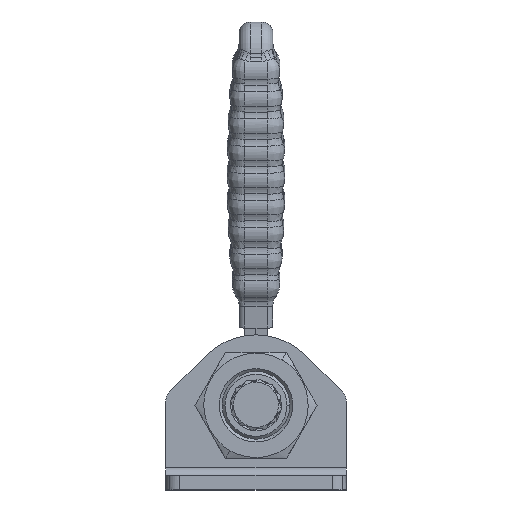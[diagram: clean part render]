
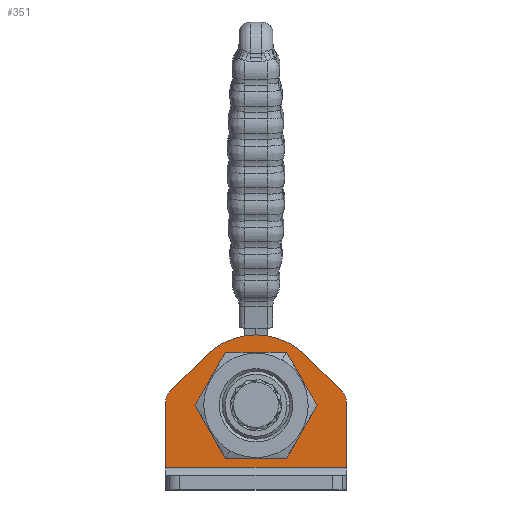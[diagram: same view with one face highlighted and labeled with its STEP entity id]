
A CAD part, top view. The second image highlights one B-rep face of the part: STEP entity #351.
In plain terms, the highlighted planar face has unit normal (0, 0, 1).
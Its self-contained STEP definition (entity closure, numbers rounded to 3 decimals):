
#62=AXIS2_PLACEMENT_3D('Circle Axis2P3D',#60,#61,$) ;
#79=AXIS2_PLACEMENT_3D('Circle Axis2P3D',#77,#78,$) ;
#244=AXIS2_PLACEMENT_3D('Plane Axis2P3D',#241,#242,#243) ;
#327=AXIS2_PLACEMENT_3D('Circle Axis2P3D',#325,#326,$) ;
#336=AXIS2_PLACEMENT_3D('Circle Axis2P3D',#334,#335,$) ;
#343=AXIS2_PLACEMENT_3D('Circle Axis2P3D',#341,#342,$) ;
#43=CARTESIAN_POINT('Vertex',(0.,25.,5.)) ;
#57=CARTESIAN_POINT('Vertex',(-17.678,17.678,5.)) ;
#60=CARTESIAN_POINT('Axis2P3D Location',(0.,0.,5.)) ;
#77=CARTESIAN_POINT('Axis2P3D Location',(0.,0.,5.)) ;
#81=CARTESIAN_POINT('Vertex',(17.678,17.678,5.)) ;
#226=CARTESIAN_POINT('Vertex',(-30.536,4.82,5.)) ;
#229=CARTESIAN_POINT('Line Origine',(-24.107,11.249,5.)) ;
#241=CARTESIAN_POINT('Axis2P3D Location',(-14.008,-3.023,5.)) ;
#247=CARTESIAN_POINT('Control Point',(30.536,4.82,5.)) ;
#248=CARTESIAN_POINT('Control Point',(30.813,4.542,5.)) ;
#249=CARTESIAN_POINT('Control Point',(31.064,4.237,5.)) ;
#250=CARTESIAN_POINT('Control Point',(31.283,3.909,5.)) ;
#251=CARTESIAN_POINT('Control Point',(31.469,3.56,5.)) ;
#252=CARTESIAN_POINT('Control Point',(31.619,3.198,5.)) ;
#253=CARTESIAN_POINT('Vertex',(30.536,4.82,5.)) ;
#255=CARTESIAN_POINT('Vertex',(31.619,3.198,5.)) ;
#258=CARTESIAN_POINT('Line Origine',(24.107,11.249,5.)) ;
#264=CARTESIAN_POINT('Control Point',(-31.619,3.198,5.)) ;
#265=CARTESIAN_POINT('Control Point',(-31.469,3.56,5.)) ;
#266=CARTESIAN_POINT('Control Point',(-31.283,3.909,5.)) ;
#267=CARTESIAN_POINT('Control Point',(-31.064,4.237,5.)) ;
#268=CARTESIAN_POINT('Control Point',(-30.813,4.542,5.)) ;
#269=CARTESIAN_POINT('Control Point',(-30.536,4.82,5.)) ;
#270=CARTESIAN_POINT('Vertex',(-31.619,3.198,5.)) ;
#274=CARTESIAN_POINT('Control Point',(-32.,1.284,5.)) ;
#275=CARTESIAN_POINT('Control Point',(-32.,1.677,5.)) ;
#276=CARTESIAN_POINT('Control Point',(-31.961,2.07,5.)) ;
#277=CARTESIAN_POINT('Control Point',(-31.884,2.457,5.)) ;
#278=CARTESIAN_POINT('Control Point',(-31.77,2.835,5.)) ;
#279=CARTESIAN_POINT('Control Point',(-31.619,3.198,5.)) ;
#280=CARTESIAN_POINT('Vertex',(-32.,1.284,5.)) ;
#283=CARTESIAN_POINT('Line Origine',(-32.,-10.358,5.)) ;
#287=CARTESIAN_POINT('Vertex',(-32.,-22.,5.)) ;
#290=CARTESIAN_POINT('Line Origine',(0.,-22.,5.)) ;
#294=CARTESIAN_POINT('Vertex',(32.,-22.,5.)) ;
#297=CARTESIAN_POINT('Line Origine',(32.,-10.358,5.)) ;
#301=CARTESIAN_POINT('Vertex',(32.,1.284,5.)) ;
#305=CARTESIAN_POINT('Control Point',(31.619,3.198,5.)) ;
#306=CARTESIAN_POINT('Control Point',(31.77,2.835,5.)) ;
#307=CARTESIAN_POINT('Control Point',(31.884,2.457,5.)) ;
#308=CARTESIAN_POINT('Control Point',(31.961,2.07,5.)) ;
#309=CARTESIAN_POINT('Control Point',(32.,1.677,5.)) ;
#310=CARTESIAN_POINT('Control Point',(32.,1.284,5.)) ;
#325=CARTESIAN_POINT('Axis2P3D Location',(0.,0.,5.)) ;
#329=CARTESIAN_POINT('Vertex',(9.25,16.021,5.)) ;
#331=CARTESIAN_POINT('Vertex',(18.5,0.,5.)) ;
#334=CARTESIAN_POINT('Axis2P3D Location',(0.,0.,5.)) ;
#338=CARTESIAN_POINT('Vertex',(-9.25,-16.021,5.)) ;
#341=CARTESIAN_POINT('Axis2P3D Location',(0.,0.,5.)) ;
#61=DIRECTION('Axis2P3D Direction',(0.,-0.,1.)) ;
#78=DIRECTION('Axis2P3D Direction',(0.,-0.,1.)) ;
#230=DIRECTION('Vector Direction',(0.707,0.707,0.)) ;
#242=DIRECTION('Axis2P3D Direction',(0.,0.,1.)) ;
#243=DIRECTION('Axis2P3D XDirection',(1.,0.,0.)) ;
#259=DIRECTION('Vector Direction',(-0.707,0.707,0.)) ;
#284=DIRECTION('Vector Direction',(0.,1.,0.)) ;
#291=DIRECTION('Vector Direction',(1.,0.,0.)) ;
#298=DIRECTION('Vector Direction',(0.,1.,0.)) ;
#326=DIRECTION('Axis2P3D Direction',(0.,0.,1.)) ;
#335=DIRECTION('Axis2P3D Direction',(0.,0.,1.)) ;
#342=DIRECTION('Axis2P3D Direction',(0.,0.,1.)) ;
#231=VECTOR('Line Direction',#230,1.) ;
#260=VECTOR('Line Direction',#259,1.) ;
#285=VECTOR('Line Direction',#284,1.) ;
#292=VECTOR('Line Direction',#291,1.) ;
#299=VECTOR('Line Direction',#298,1.) ;
#313=ORIENTED_EDGE('',*,*,#257,.F.) ;
#314=ORIENTED_EDGE('',*,*,#262,.T.) ;
#315=ORIENTED_EDGE('',*,*,#83,.T.) ;
#316=ORIENTED_EDGE('',*,*,#64,.T.) ;
#317=ORIENTED_EDGE('',*,*,#233,.F.) ;
#318=ORIENTED_EDGE('',*,*,#272,.F.) ;
#319=ORIENTED_EDGE('',*,*,#282,.F.) ;
#320=ORIENTED_EDGE('',*,*,#289,.F.) ;
#321=ORIENTED_EDGE('',*,*,#296,.T.) ;
#322=ORIENTED_EDGE('',*,*,#303,.T.) ;
#323=ORIENTED_EDGE('',*,*,#311,.F.) ;
#347=ORIENTED_EDGE('',*,*,#333,.T.) ;
#348=ORIENTED_EDGE('',*,*,#340,.T.) ;
#349=ORIENTED_EDGE('',*,*,#345,.T.) ;
#350=FACE_BOUND('',#346,.T.) ;
#351=ADVANCED_FACE('SCHUBSTANGENSPANNER_TS_P_400_357882',(#324,#350),#245,.T.) ;
#246=B_SPLINE_CURVE_WITH_KNOTS('',5,(#247,#248,#249,#250,#251,#252),.UNSPECIFIED.,.F.,.U.,(6,6),(0.,2.777),.UNSPECIFIED.) ;
#263=B_SPLINE_CURVE_WITH_KNOTS('',5,(#264,#265,#266,#267,#268,#269),.UNSPECIFIED.,.F.,.U.,(6,6),(0.,2.777),.UNSPECIFIED.) ;
#273=B_SPLINE_CURVE_WITH_KNOTS('',5,(#274,#275,#276,#277,#278,#279),.UNSPECIFIED.,.F.,.U.,(6,6),(0.,2.777),.UNSPECIFIED.) ;
#304=B_SPLINE_CURVE_WITH_KNOTS('',5,(#305,#306,#307,#308,#309,#310),.UNSPECIFIED.,.F.,.U.,(6,6),(0.,2.777),.UNSPECIFIED.) ;
#63=CIRCLE('generated circle',#62,25.) ;
#80=CIRCLE('generated circle',#79,25.) ;
#328=CIRCLE('generated circle',#327,18.5) ;
#337=CIRCLE('generated circle',#336,18.5) ;
#344=CIRCLE('generated circle',#343,18.5) ;
#64=EDGE_CURVE('',#44,#58,#63,.T.) ;
#83=EDGE_CURVE('',#82,#44,#80,.T.) ;
#233=EDGE_CURVE('',#227,#58,#232,.T.) ;
#257=EDGE_CURVE('',#254,#256,#246,.T.) ;
#262=EDGE_CURVE('',#254,#82,#261,.T.) ;
#272=EDGE_CURVE('',#271,#227,#263,.T.) ;
#282=EDGE_CURVE('',#281,#271,#273,.T.) ;
#289=EDGE_CURVE('',#288,#281,#286,.T.) ;
#296=EDGE_CURVE('',#288,#295,#293,.T.) ;
#303=EDGE_CURVE('',#295,#302,#300,.T.) ;
#311=EDGE_CURVE('',#256,#302,#304,.T.) ;
#333=EDGE_CURVE('',#330,#332,#328,.F.) ;
#340=EDGE_CURVE('',#332,#339,#337,.F.) ;
#345=EDGE_CURVE('',#339,#330,#344,.F.) ;
#312=EDGE_LOOP('',(#313,#314,#315,#316,#317,#318,#319,#320,#321,#322,#323)) ;
#346=EDGE_LOOP('',(#347,#348,#349)) ;
#324=FACE_OUTER_BOUND('',#312,.T.) ;
#232=LINE('Line',#229,#231) ;
#261=LINE('Line',#258,#260) ;
#286=LINE('Line',#283,#285) ;
#293=LINE('Line',#290,#292) ;
#300=LINE('Line',#297,#299) ;
#245=PLANE('Plane',#244) ;
#44=VERTEX_POINT('',#43) ;
#58=VERTEX_POINT('',#57) ;
#82=VERTEX_POINT('',#81) ;
#227=VERTEX_POINT('',#226) ;
#254=VERTEX_POINT('',#253) ;
#256=VERTEX_POINT('',#255) ;
#271=VERTEX_POINT('',#270) ;
#281=VERTEX_POINT('',#280) ;
#288=VERTEX_POINT('',#287) ;
#295=VERTEX_POINT('',#294) ;
#302=VERTEX_POINT('',#301) ;
#330=VERTEX_POINT('',#329) ;
#332=VERTEX_POINT('',#331) ;
#339=VERTEX_POINT('',#338) ;
